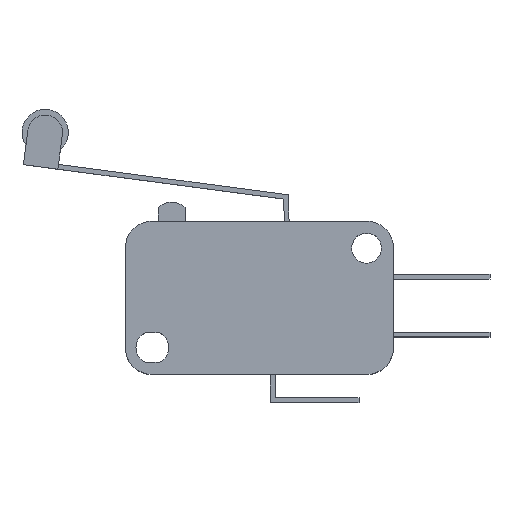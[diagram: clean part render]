
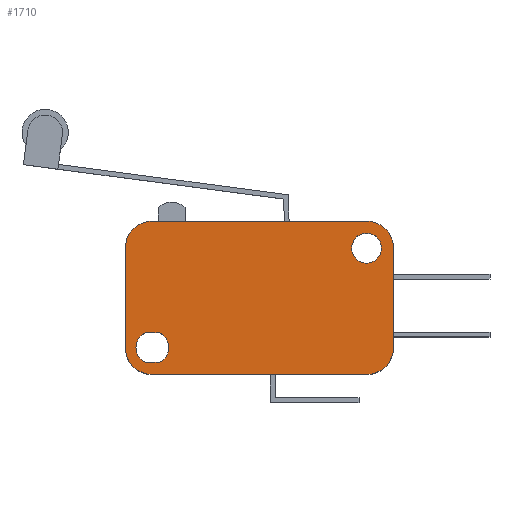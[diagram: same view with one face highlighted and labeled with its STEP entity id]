
A CAD part, top view. The second image highlights one B-rep face of the part: STEP entity #1710.
In plain terms, the highlighted planar face has unit normal (0, 0, 1).
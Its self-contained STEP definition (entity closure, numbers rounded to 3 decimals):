
#32 = ORIENTED_EDGE ( 'NONE', *, *, #369, .T. ) ;
#101 = ORIENTED_EDGE ( 'NONE', *, *, #1716, .F. ) ;
#105 = VERTEX_POINT ( 'NONE', #525 ) ;
#110 = VERTEX_POINT ( 'NONE', #575 ) ;
#113 = ORIENTED_EDGE ( 'NONE', *, *, #1016, .F. ) ;
#122 = ORIENTED_EDGE ( 'NONE', *, *, #1675, .T. ) ;
#124 = ORIENTED_EDGE ( 'NONE', *, *, #1615, .F. ) ;
#171 = VERTEX_POINT ( 'NONE', #1031 ) ;
#206 = VERTEX_POINT ( 'NONE', #1208 ) ;
#213 = ORIENTED_EDGE ( 'NONE', *, *, #1816, .T. ) ;
#236 = VERTEX_POINT ( 'NONE', #2033 ) ;
#239 = VERTEX_POINT ( 'NONE', #2049 ) ;
#257 = VERTEX_POINT ( 'NONE', #271 ) ;
#271 = CARTESIAN_POINT ( 'NONE',  ( -25., -10.3, 5.15 ) ) ;
#281 = CARTESIAN_POINT ( 'NONE',  ( 2.8, -10.3, 5.15 ) ) ;
#307 = LINE ( 'NONE', #308, #309 ) ;
#308 = CARTESIAN_POINT ( 'NONE',  ( -25., 2.8, 5.15 ) ) ;
#309 = VECTOR ( 'NONE', #310, 1000. ) ;
#310 = DIRECTION ( 'NONE',  ( 0., -1., 0. ) ) ;
#322 = CIRCLE ( 'NONE', #323, 2.8 ) ;
#323 = AXIS2_PLACEMENT_3D ( 'NONE', #324, #325, #326 ) ;
#324 = CARTESIAN_POINT ( 'NONE',  ( -22.2, 0., 5.15 ) ) ;
#325 = DIRECTION ( 'NONE',  ( 0., 0., 1. ) ) ;
#326 = DIRECTION ( 'NONE',  ( 1., 0., 0. ) ) ;
#354 = CARTESIAN_POINT ( 'NONE',  ( -1.55, 0., 5.15 ) ) ;
#369 = EDGE_CURVE ( 'NONE', #110, #206, #322, .T. ) ;
#385 = FACE_BOUND ( 'NONE', #1657, .T. ) ;
#386 = FACE_BOUND ( 'NONE', #1795, .T. ) ;
#387 = FACE_OUTER_BOUND ( 'NONE', #1771, .T. ) ;
#388 = PLANE ( 'NONE',  #390 ) ;
#389 = VERTEX_POINT ( 'NONE', #354 ) ;
#390 = AXIS2_PLACEMENT_3D ( 'NONE', #391, #392, #393 ) ;
#391 = CARTESIAN_POINT ( 'NONE',  ( -25., 2.8, 5.15 ) ) ;
#392 = DIRECTION ( 'NONE',  ( 0., 0., 1. ) ) ;
#393 = DIRECTION ( 'NONE',  ( 1., 0., 0. ) ) ;
#422 = ORIENTED_EDGE ( 'NONE', *, *, #1288, .F. ) ;
#425 = LINE ( 'NONE', #426, #427 ) ;
#426 = CARTESIAN_POINT ( 'NONE',  ( -22.898, -11.85, 5.15 ) ) ;
#427 = VECTOR ( 'NONE', #428, 1000. ) ;
#428 = DIRECTION ( 'NONE',  ( 1., 0., 0. ) ) ;
#525 = CARTESIAN_POINT ( 'NONE',  ( -21.502, -11.85, 5.15 ) ) ;
#575 = CARTESIAN_POINT ( 'NONE',  ( -22.2, 2.8, 5.15 ) ) ;
#581 = CIRCLE ( 'NONE', #582, 2.8 ) ;
#582 = AXIS2_PLACEMENT_3D ( 'NONE', #583, #584, #585 ) ;
#583 = CARTESIAN_POINT ( 'NONE',  ( 0., -10.3, 5.15 ) ) ;
#584 = DIRECTION ( 'NONE',  ( 0., 0., 1. ) ) ;
#585 = DIRECTION ( 'NONE',  ( 1., 0., 0. ) ) ;
#609 = ORIENTED_EDGE ( 'NONE', *, *, #870, .T. ) ;
#671 = CIRCLE ( 'NONE', #672, 1.7 ) ;
#672 = AXIS2_PLACEMENT_3D ( 'NONE', #673, #674, #675 ) ;
#673 = CARTESIAN_POINT ( 'NONE',  ( -22.2, -10.3, 5.15 ) ) ;
#674 = DIRECTION ( 'NONE',  ( 0., 0., 1. ) ) ;
#675 = DIRECTION ( 'NONE',  ( 1., 0., 0. ) ) ;
#796 = ORIENTED_EDGE ( 'NONE', *, *, #2089, .T. ) ;
#813 = CIRCLE ( 'NONE', #817, 1.55 ) ;
#817 = AXIS2_PLACEMENT_3D ( 'NONE', #818, #819, #820 ) ;
#818 = CARTESIAN_POINT ( 'NONE',  ( 0., 0., 5.15 ) ) ;
#819 = DIRECTION ( 'NONE',  ( 0., 0., 1. ) ) ;
#820 = DIRECTION ( 'NONE',  ( 1., 0., 0. ) ) ;
#841 = CIRCLE ( 'NONE', #842, 2.8 ) ;
#842 = AXIS2_PLACEMENT_3D ( 'NONE', #843, #844, #845 ) ;
#843 = CARTESIAN_POINT ( 'NONE',  ( 0., 0., 5.15 ) ) ;
#844 = DIRECTION ( 'NONE',  ( 0., 0., 1. ) ) ;
#845 = DIRECTION ( 'NONE',  ( 1., 0., 0. ) ) ;
#870 = EDGE_CURVE ( 'NONE', #1580, #1697, #581, .T. ) ;
#939 = CIRCLE ( 'NONE', #940, 1.7 ) ;
#940 = AXIS2_PLACEMENT_3D ( 'NONE', #943, #944, #945 ) ;
#943 = CARTESIAN_POINT ( 'NONE',  ( -22.2, -10.3, 5.15 ) ) ;
#944 = DIRECTION ( 'NONE',  ( 0., 0., 1. ) ) ;
#945 = DIRECTION ( 'NONE',  ( 1., 0., 0. ) ) ;
#1000 = CARTESIAN_POINT ( 'NONE',  ( -21.502, -8.75, 5.15 ) ) ;
#1002 = CARTESIAN_POINT ( 'NONE',  ( 0., -13.1, 5.15 ) ) ;
#1016 = EDGE_CURVE ( 'NONE', #1658, #1640, #671, .T. ) ;
#1031 = CARTESIAN_POINT ( 'NONE',  ( 1.55, 0., 5.15 ) ) ;
#1037 = CARTESIAN_POINT ( 'NONE',  ( -22.2, -13.1, 5.15 ) ) ;
#1057 = CIRCLE ( 'NONE', #1058, 1.55 ) ;
#1058 = AXIS2_PLACEMENT_3D ( 'NONE', #1059, #1060, #1061 ) ;
#1059 = CARTESIAN_POINT ( 'NONE',  ( 0., 0., 5.15 ) ) ;
#1060 = DIRECTION ( 'NONE',  ( 0., 0., 1. ) ) ;
#1061 = DIRECTION ( 'NONE',  ( 1., 0., 0. ) ) ;
#1136 = CARTESIAN_POINT ( 'NONE',  ( -22.898, -11.85, 5.15 ) ) ;
#1145 = ORIENTED_EDGE ( 'NONE', *, *, #1776, .F. ) ;
#1208 = CARTESIAN_POINT ( 'NONE',  ( -25., 0., 5.15 ) ) ;
#1288 = EDGE_CURVE ( 'NONE', #389, #171, #813, .T. ) ;
#1544 = ORIENTED_EDGE ( 'NONE', *, *, #1834, .T. ) ;
#1563 = VERTEX_POINT ( 'NONE', #1000 ) ;
#1580 = VERTEX_POINT ( 'NONE', #1002 ) ;
#1602 = ORIENTED_EDGE ( 'NONE', *, *, #1652, .F. ) ;
#1603 = ORIENTED_EDGE ( 'NONE', *, *, #1814, .F. ) ;
#1608 = VERTEX_POINT ( 'NONE', #1037 ) ;
#1615 = EDGE_CURVE ( 'NONE', #171, #389, #1057, .T. ) ;
#1640 = VERTEX_POINT ( 'NONE', #1136 ) ;
#1652 = EDGE_CURVE ( 'NONE', #105, #236, #1872, .T. ) ;
#1657 = EDGE_LOOP ( 'NONE', ( #113, #1603, #1145, #1602, #101 ) ) ;
#1658 = VERTEX_POINT ( 'NONE', #1904 ) ;
#1675 = EDGE_CURVE ( 'NONE', #1608, #1580, #1990, .T. ) ;
#1676 = VERTEX_POINT ( 'NONE', #1994 ) ;
#1697 = VERTEX_POINT ( 'NONE', #281 ) ;
#1701 = EDGE_CURVE ( 'NONE', #206, #257, #307, .T. ) ;
#1710 = ADVANCED_FACE ( 'NONE', ( #385, #386, #387 ), #388, .T. ) ;
#1716 = EDGE_CURVE ( 'NONE', #1640, #105, #425, .T. ) ;
#1723 = ORIENTED_EDGE ( 'NONE', *, *, #1701, .T. ) ;
#1737 = ORIENTED_EDGE ( 'NONE', *, *, #1768, .T. ) ;
#1768 = EDGE_CURVE ( 'NONE', #1676, #239, #841, .T. ) ;
#1771 = EDGE_LOOP ( 'NONE', ( #213, #32, #1723, #796, #122, #609, #1544, #1737 ) ) ;
#1776 = EDGE_CURVE ( 'NONE', #236, #1563, #939, .T. ) ;
#1795 = EDGE_LOOP ( 'NONE', ( #124, #422 ) ) ;
#1814 = EDGE_CURVE ( 'NONE', #1563, #1658, #1912, .T. ) ;
#1816 = EDGE_CURVE ( 'NONE', #239, #110, #1927, .T. ) ;
#1834 = EDGE_CURVE ( 'NONE', #1697, #1676, #1985, .T. ) ;
#1872 = CIRCLE ( 'NONE', #1873, 1.7 ) ;
#1873 = AXIS2_PLACEMENT_3D ( 'NONE', #1874, #1875, #1876 ) ;
#1874 = CARTESIAN_POINT ( 'NONE',  ( -22.2, -10.3, 5.15 ) ) ;
#1875 = DIRECTION ( 'NONE',  ( 0., 0., 1. ) ) ;
#1876 = DIRECTION ( 'NONE',  ( 1., 0., 0. ) ) ;
#1904 = CARTESIAN_POINT ( 'NONE',  ( -22.898, -8.75, 5.15 ) ) ;
#1912 = LINE ( 'NONE', #1913, #1914 ) ;
#1913 = CARTESIAN_POINT ( 'NONE',  ( -22.898, -8.75, 5.15 ) ) ;
#1914 = VECTOR ( 'NONE', #1915, 1000. ) ;
#1915 = DIRECTION ( 'NONE',  ( -1., 0., 0. ) ) ;
#1927 = LINE ( 'NONE', #1928, #1929 ) ;
#1928 = CARTESIAN_POINT ( 'NONE',  ( -25., 2.8, 5.15 ) ) ;
#1929 = VECTOR ( 'NONE', #1930, 1000. ) ;
#1930 = DIRECTION ( 'NONE',  ( -1., 0., 0. ) ) ;
#1985 = LINE ( 'NONE', #1986, #1987 ) ;
#1986 = CARTESIAN_POINT ( 'NONE',  ( 2.8, 2.8, 5.15 ) ) ;
#1987 = VECTOR ( 'NONE', #1988, 1000. ) ;
#1988 = DIRECTION ( 'NONE',  ( 0., 1., 0. ) ) ;
#1990 = LINE ( 'NONE', #1991, #1992 ) ;
#1991 = CARTESIAN_POINT ( 'NONE',  ( -25., -13.1, 5.15 ) ) ;
#1992 = VECTOR ( 'NONE', #1993, 1000. ) ;
#1993 = DIRECTION ( 'NONE',  ( 1., 0., 0. ) ) ;
#1994 = CARTESIAN_POINT ( 'NONE',  ( 2.8, 0., 5.15 ) ) ;
#2033 = CARTESIAN_POINT ( 'NONE',  ( -20.5, -10.3, 5.15 ) ) ;
#2049 = CARTESIAN_POINT ( 'NONE',  ( 0., 2.8, 5.15 ) ) ;
#2089 = EDGE_CURVE ( 'NONE', #257, #1608, #2123, .T. ) ;
#2123 = CIRCLE ( 'NONE', #2125, 2.8 ) ;
#2125 = AXIS2_PLACEMENT_3D ( 'NONE', #2126, #2127, #2128 ) ;
#2126 = CARTESIAN_POINT ( 'NONE',  ( -22.2, -10.3, 5.15 ) ) ;
#2127 = DIRECTION ( 'NONE',  ( 0., 0., 1. ) ) ;
#2128 = DIRECTION ( 'NONE',  ( 1., 0., 0. ) ) ;
